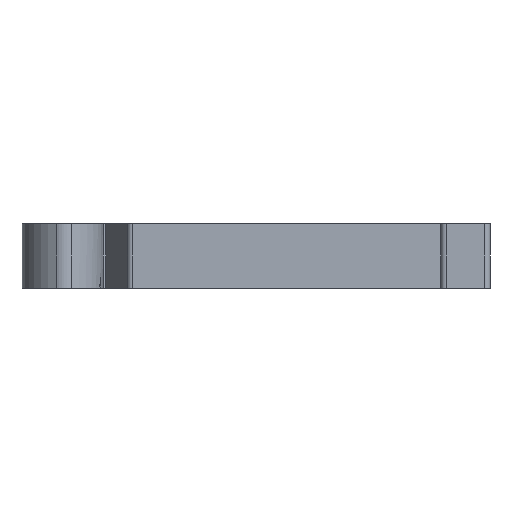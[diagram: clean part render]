
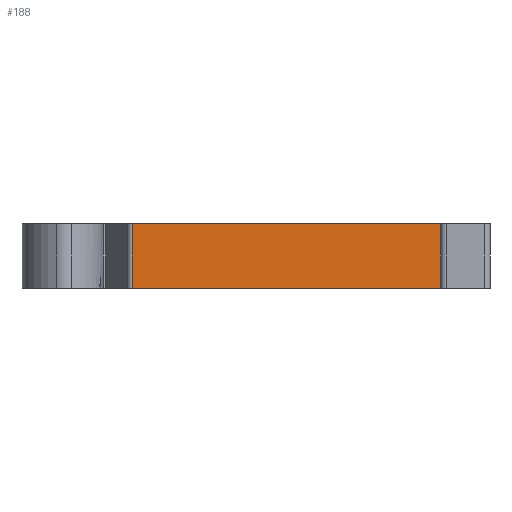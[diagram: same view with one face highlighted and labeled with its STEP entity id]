
A CAD part, front view. The second image highlights one B-rep face of the part: STEP entity #188.
In plain terms, the highlighted planar face has unit normal (0, -1, 0).
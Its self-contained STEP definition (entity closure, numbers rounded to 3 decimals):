
#188=ADVANCED_FACE('',(#251),#212,.T.);
#212=PLANE('',#950);
#251=FACE_OUTER_BOUND('',#291,.T.);
#291=EDGE_LOOP('',(#495,#496,#497,#498));
#495=ORIENTED_EDGE('',*,*,#694,.T.);
#496=ORIENTED_EDGE('',*,*,#608,.T.);
#497=ORIENTED_EDGE('',*,*,#716,.F.);
#498=ORIENTED_EDGE('',*,*,#691,.F.);
#530=VERTEX_POINT('',#1194);
#532=VERTEX_POINT('',#1197);
#595=VERTEX_POINT('',#1368);
#596=VERTEX_POINT('',#1369);
#608=EDGE_CURVE('',#532,#530,#723,.T.);
#691=EDGE_CURVE('',#595,#596,#774,.T.);
#694=EDGE_CURVE('',#595,#532,#775,.T.);
#716=EDGE_CURVE('',#596,#530,#796,.T.);
#723=LINE('',#1196,#803);
#774=LINE('',#1367,#854);
#775=LINE('',#1373,#855);
#796=LINE('',#1406,#876);
#803=VECTOR('',#962,1.);
#854=VECTOR('',#1127,1.);
#855=VECTOR('',#1134,1.);
#876=VECTOR('',#1159,1.);
#950=AXIS2_PLACEMENT_3D('',#1412,#1169,#1170);
#962=DIRECTION('',(0.,0.,1.));
#1127=DIRECTION('',(0.,0.,1.));
#1134=DIRECTION('',(1.,0.,0.));
#1159=DIRECTION('',(1.,0.,0.));
#1169=DIRECTION('',(0.,-1.,0.));
#1170=DIRECTION('',(-1.,0.,0.));
#1194=CARTESIAN_POINT('',(6.91,-13.394,6.));
#1196=CARTESIAN_POINT('',(6.91,-13.394,0.));
#1197=CARTESIAN_POINT('',(6.91,-13.394,0.));
#1367=CARTESIAN_POINT('',(-23.151,-13.394,0.));
#1368=CARTESIAN_POINT('',(-23.151,-13.394,0.));
#1369=CARTESIAN_POINT('',(-23.151,-13.394,6.));
#1373=CARTESIAN_POINT('',(-23.151,-13.394,0.));
#1406=CARTESIAN_POINT('',(-23.151,-13.394,6.));
#1412=CARTESIAN_POINT('',(-23.151,-13.394,0.));
